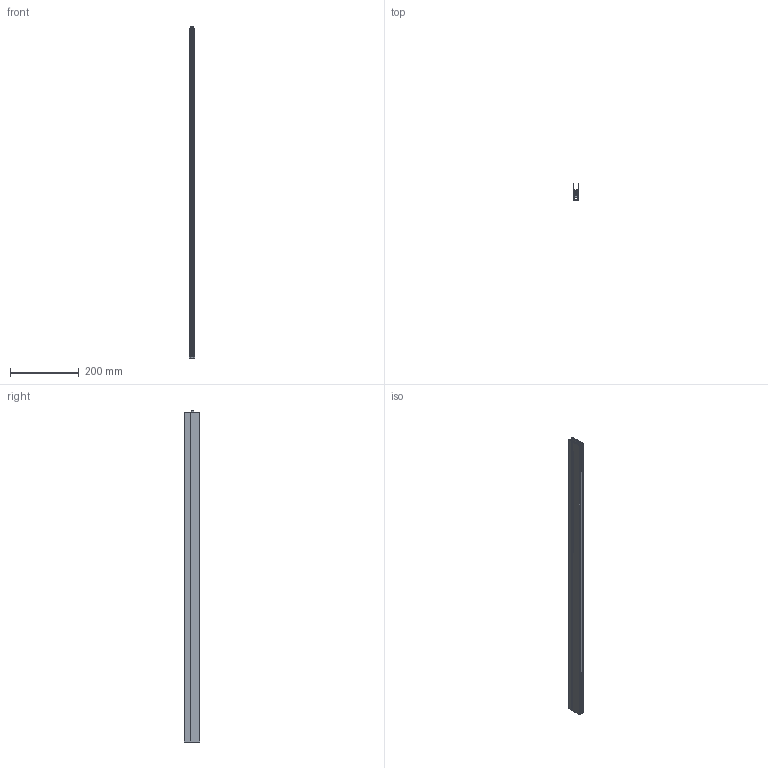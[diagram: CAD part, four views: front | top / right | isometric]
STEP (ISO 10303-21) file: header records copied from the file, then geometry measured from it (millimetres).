
FILE_DESCRIPTION (( 'STEP AP203' ), '1' );
FILE_NAME ('KG F12s 959.STEP', '2025-03-07T15:37:46', ( '' ), ( '' ), 'SwSTEP 2.0', 'SolidWorks 2023', '' );
FILE_SCHEMA (( 'CONFIG_CONTROL_DESIGN' ));
Length unit declared in the file: millimetre
Products named in the file (5): Schutzprofil KG_F12_01; Innengeometrie_13; KG F12s 959; Aussengehäuse_13; Betätigungsteil_1
Assembly tree (4 placements, depth 2):
  KG F12s 959
    Betätigungsteil_1
    Aussengehäuse_13
    Innengeometrie_13
    Schutzprofil KG_F12_01
Bounding box: 16.5 x 46 x 966.61 mm (x, y, z)
Volume: 310095.9 mm3; surface area: 466822 mm2
Topology: 21 solids, 21 shells, 696 faces, 1956 edges, 1304 vertices
Faces by surface type: plane 343, bspline 301, cylinder 52
Entity records: 37174 total; most frequent: CARTESIAN_POINT 20569, ORIENTED_EDGE 3912, DIRECTION 2245, EDGE_CURVE 1956, VERTEX_POINT 1304, LINE 1247, VECTOR 1247, EDGE_LOOP 778
